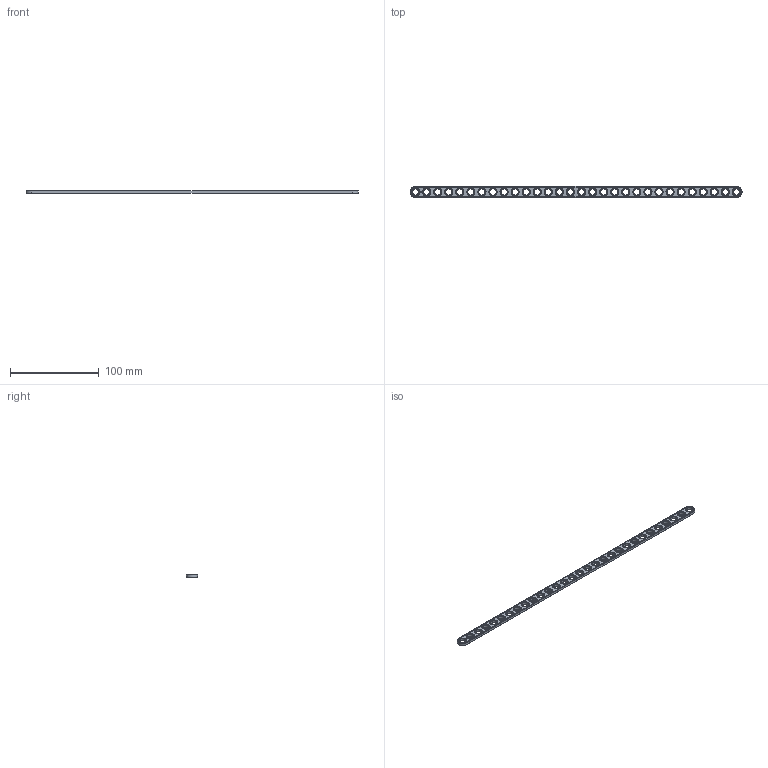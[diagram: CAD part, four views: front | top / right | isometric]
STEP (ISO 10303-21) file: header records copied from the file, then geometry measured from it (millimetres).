
FILE_DESCRIPTION(('FreeCAD Model'),'2;1');
FILE_NAME('Open CASCADE Shape Model','2021-03-06T13:33:57',( 'Paulo Kiefe'),('STEMFIE.org'),'Open CASCADE STEP processor 7.4', 'FreeCAD','Unknown');
FILE_SCHEMA(('AUTOMOTIVE_DESIGN { 1 0 10303 214 1 1 1 1 }'));
Length unit declared in the file: millimetre
Products named in the file (1): Brace_STR_STD_ERR_BU30x01x00.25_-_SPN-BRC-0029_(stemfie.org)
Bounding box: 375 x 12.5 x 3.12 mm (x, y, z)
Volume: 10441.4 mm3; surface area: 11281.1 mm2
Topology: 1 solids, 1 shells, 688 faces, 1795 edges, 1174 vertices
Faces by surface type: plane 344, extrusion 216, cone 64, cylinder 64
Full cylindrical faces by diameter (mm): 7 x30, 9.2 x30
Entity records: 46102 total; most frequent: CARTESIAN_POINT 11436, DIRECTION 5599, VECTOR 4171, LINE 3955, ORIENTED_EDGE 3590, PCURVE 3590, DEFINITIONAL_REPRESENTATION 3590, EDGE_CURVE 1795
